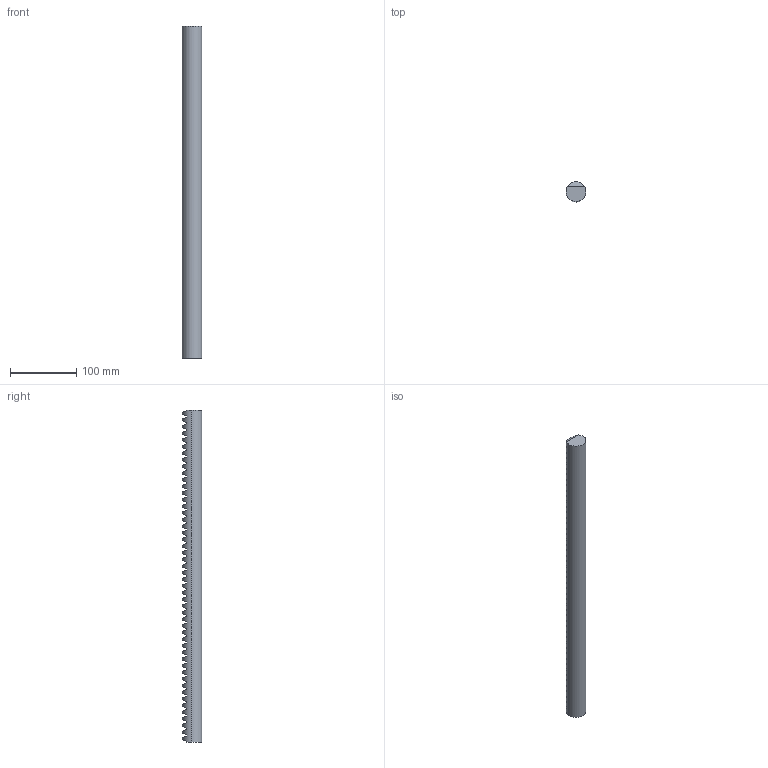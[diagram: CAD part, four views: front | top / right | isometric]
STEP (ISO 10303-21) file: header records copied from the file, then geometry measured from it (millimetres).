
FILE_DESCRIPTION (( 'STEP AP214' ), '1' );
FILE_NAME ('141-031-050.STEP', '2024-11-11T08:08:12', ( '' ), ( '' ), 'SwSTEP 2.0', 'SolidWorks 2021', '' );
FILE_SCHEMA (( 'AUTOMOTIVE_DESIGN' ));
Length unit declared in the file: millimetre
Products named in the file (1): 141-031-050
Bounding box: 30 x 29.7 x 500 mm (x, y, z)
Volume: 323591.4 mm3; surface area: 56640 mm2
Topology: 1 solids, 1 shells, 206 faces, 612 edges, 408 vertices
Faces by surface type: plane 203, cylinder 3
Entity records: 6796 total; most frequent: CARTESIAN_POINT 1827, ORIENTED_EDGE 1224, DIRECTION 832, EDGE_CURVE 612, VERTEX_POINT 408, VECTOR 406, LINE 406, AXIS2_PLACEMENT_3D 213
